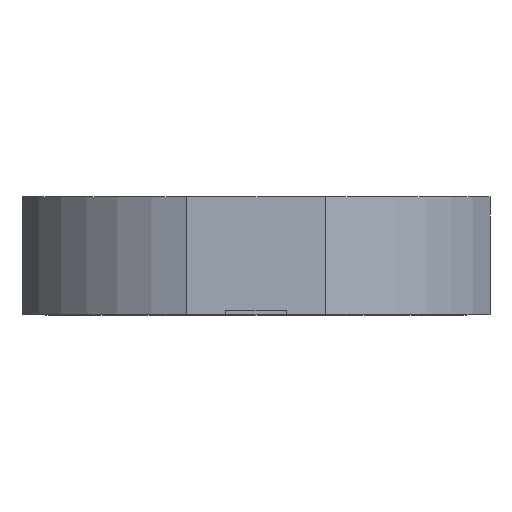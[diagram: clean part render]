
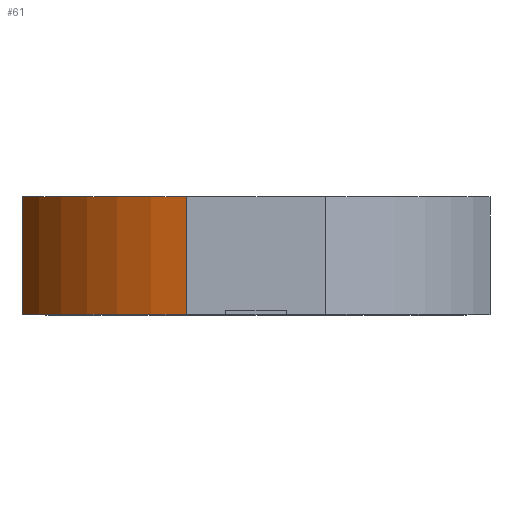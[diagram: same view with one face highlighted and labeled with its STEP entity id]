
A CAD part, top view. The second image highlights one B-rep face of the part: STEP entity #61.
In plain terms, the highlighted cylindrical face has radius 11.506 mm (diameter 23.012 mm), a partial arc.
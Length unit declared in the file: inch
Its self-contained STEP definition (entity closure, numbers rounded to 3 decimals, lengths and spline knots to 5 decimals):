
#61 = ADVANCED_FACE ( 'NONE', ( #180 ), #179, .T. ) ;
#93 = EDGE_CURVE ( 'NONE', #239, #237, #376, .T. ) ;
#94 = EDGE_CURVE ( 'NONE', #237, #232, #152, .T. ) ;
#100 = EDGE_CURVE ( 'NONE', #239, #224, #147, .T. ) ;
#103 = EDGE_CURVE ( 'NONE', #224, #232, #355, .T. ) ;
#147 = LINE ( 'NONE', #686, #317 ) ;
#152 = LINE ( 'NONE', #676, #352 ) ;
#179 = CYLINDRICAL_SURFACE ( 'NONE', #400, 0.453 ) ;
#180 = FACE_OUTER_BOUND ( 'NONE', #488, .T. ) ;
#224 = VERTEX_POINT ( 'NONE', #721 ) ;
#232 = VERTEX_POINT ( 'NONE', #703 ) ;
#237 = VERTEX_POINT ( 'NONE', #735 ) ;
#239 = VERTEX_POINT ( 'NONE', #764 ) ;
#261 = ORIENTED_EDGE ( 'NONE', *, *, #103, .T. ) ;
#264 = ORIENTED_EDGE ( 'NONE', *, *, #94, .F. ) ;
#267 = ORIENTED_EDGE ( 'NONE', *, *, #93, .F. ) ;
#270 = ORIENTED_EDGE ( 'NONE', *, *, #100, .T. ) ;
#317 = VECTOR ( 'NONE', #687, 39.37008 ) ;
#333 = AXIS2_PLACEMENT_3D ( 'NONE', #665, #664, #669 ) ;
#352 = VECTOR ( 'NONE', #679, 39.37008 ) ;
#355 = CIRCLE ( 'NONE', #372, 0.453 ) ;
#372 = AXIS2_PLACEMENT_3D ( 'NONE', #694, #695, #693 ) ;
#376 = CIRCLE ( 'NONE', #333, 0.453 ) ;
#400 = AXIS2_PLACEMENT_3D ( 'NONE', #567, #569, #571 ) ;
#488 = EDGE_LOOP ( 'NONE', ( #261, #264, #267, #270 ) ) ;
#567 = CARTESIAN_POINT ( 'NONE',  ( 0., 0.21181, 0.0626 ) ) ;
#569 = DIRECTION ( 'NONE',  ( 0., -1., 0. ) ) ;
#571 = DIRECTION ( 'NONE',  ( 0., 0., -1. ) ) ;
#664 = DIRECTION ( 'NONE',  ( 0., 1., 0. ) ) ;
#665 = CARTESIAN_POINT ( 'NONE',  ( 0., 0.21181, 0.0626 ) ) ;
#669 = DIRECTION ( 'NONE',  ( 0., 0., 1. ) ) ;
#676 = CARTESIAN_POINT ( 'NONE',  ( -0.125, 0.21181, 0.49801 ) ) ;
#679 = DIRECTION ( 'NONE',  ( 0., -1., 0. ) ) ;
#686 = CARTESIAN_POINT ( 'NONE',  ( -0.421, 0.21181, 0.22983 ) ) ;
#687 = DIRECTION ( 'NONE',  ( 0., -1., 0. ) ) ;
#693 = DIRECTION ( 'NONE',  ( 0., 0., 1. ) ) ;
#694 = CARTESIAN_POINT ( 'NONE',  ( 0., 0., 0.0626 ) ) ;
#695 = DIRECTION ( 'NONE',  ( 0., 1., 0. ) ) ;
#703 = CARTESIAN_POINT ( 'NONE',  ( -0.125, 0., 0.49801 ) ) ;
#721 = CARTESIAN_POINT ( 'NONE',  ( -0.421, 0., 0.22983 ) ) ;
#735 = CARTESIAN_POINT ( 'NONE',  ( -0.125, 0.21181, 0.49801 ) ) ;
#764 = CARTESIAN_POINT ( 'NONE',  ( -0.421, 0.21181, 0.22983 ) ) ;
